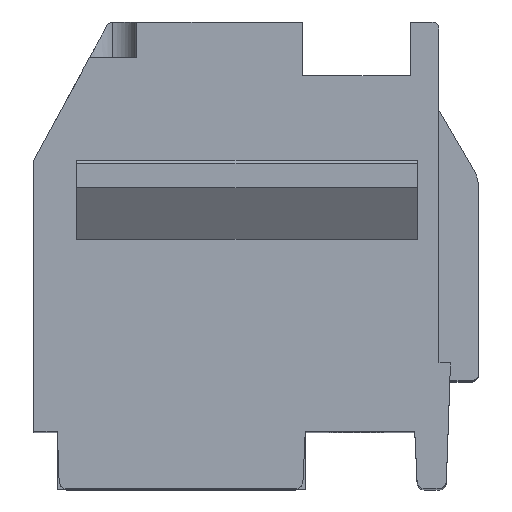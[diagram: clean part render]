
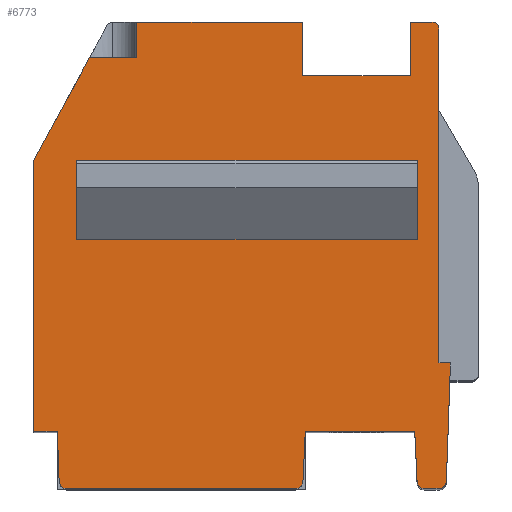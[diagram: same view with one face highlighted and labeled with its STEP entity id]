
A CAD part, top view. The second image highlights one B-rep face of the part: STEP entity #6773.
In plain terms, the highlighted planar face has unit normal (0, 0, 1).
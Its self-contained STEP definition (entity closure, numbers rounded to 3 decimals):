
#34=DIRECTION('',(0.,1.,0.));
#35=VECTOR('',#34,1.55);
#36=CARTESIAN_POINT('',(-5.188,0.15,22.5));
#37=LINE('',#36,#35);
#38=DIRECTION('',(-1.,0.,0.));
#39=VECTOR('',#38,9.5);
#40=CARTESIAN_POINT('',(4.312,0.15,22.5));
#41=LINE('',#40,#39);
#42=DIRECTION('',(0.,1.,0.));
#43=VECTOR('',#42,1.55);
#44=CARTESIAN_POINT('',(4.312,0.15,22.5));
#45=LINE('',#44,#43);
#46=DIRECTION('',(-1.,0.,0.));
#47=VECTOR('',#46,9.5);
#48=CARTESIAN_POINT('',(4.312,1.7,22.5));
#49=LINE('',#48,#47);
#50=DIRECTION('',(0.,-1.,0.));
#51=VECTOR('',#50,7.041);
#52=CARTESIAN_POINT('',(4.912,3.741,22.5));
#53=LINE('',#52,#51);
#54=DIRECTION('',(1.,0.,0.));
#55=VECTOR('',#54,0.32);
#56=CARTESIAN_POINT('',(4.912,-3.3,22.5));
#57=LINE('',#56,#55);
#58=DIRECTION('',(-0.035,-0.999,0.));
#59=VECTOR('',#58,0.502);
#60=CARTESIAN_POINT('',(5.232,-3.3,22.5));
#61=LINE('',#60,#59);
#62=DIRECTION('',(0.035,0.999,0.));
#63=VECTOR('',#62,2.807);
#64=CARTESIAN_POINT('',(5.116,-6.607,22.5));
#65=LINE('',#64,#63);
#66=CARTESIAN_POINT('',(4.916,-6.6,22.5));
#67=DIRECTION('',(0.,0.,-1.));
#68=DIRECTION('',(0.999,-0.035,0.));
#69=AXIS2_PLACEMENT_3D('',#66,#67,#68);
#71=DIRECTION('',(-1.,0.,0.));
#72=VECTOR('',#71,0.416);
#73=CARTESIAN_POINT('',(4.916,-6.8,22.5));
#74=LINE('',#73,#72);
#75=CARTESIAN_POINT('',(4.501,-6.6,22.5));
#76=DIRECTION('',(0.,0.,-1.));
#77=DIRECTION('',(0.,-1.,0.));
#78=AXIS2_PLACEMENT_3D('',#75,#76,#77);
#80=DIRECTION('',(-0.045,0.999,0.));
#81=VECTOR('',#80,1.411);
#82=CARTESIAN_POINT('',(4.301,-6.609,22.5));
#83=LINE('',#82,#81);
#84=DIRECTION('',(-1.,0.,0.));
#85=VECTOR('',#84,3.052);
#86=CARTESIAN_POINT('',(4.237,-5.2,22.5));
#87=LINE('',#86,#85);
#88=DIRECTION('',(0.045,0.999,0.));
#89=VECTOR('',#88,1.411);
#90=CARTESIAN_POINT('',(1.12,-6.609,22.5));
#91=LINE('',#90,#89);
#92=CARTESIAN_POINT('',(0.92,-6.6,22.5));
#93=DIRECTION('',(0.,0.,1.));
#94=DIRECTION('',(0.,-1.,0.));
#95=AXIS2_PLACEMENT_3D('',#92,#93,#94);
#97=DIRECTION('',(1.,0.,0.));
#98=VECTOR('',#97,6.396);
#99=CARTESIAN_POINT('',(-5.475,-6.8,22.5));
#100=LINE('',#99,#98);
#101=CARTESIAN_POINT('',(-5.475,-6.6,22.5));
#102=DIRECTION('',(0.,0.,1.));
#103=DIRECTION('',(-0.999,-0.035,0.));
#104=AXIS2_PLACEMENT_3D('',#101,#102,#103);
#106=DIRECTION('',(0.035,-0.999,0.));
#107=VECTOR('',#106,1.408);
#108=CARTESIAN_POINT('',(-5.724,-5.2,22.5));
#109=LINE('',#108,#107);
#110=DIRECTION('',(0.,1.,0.));
#111=VECTOR('',#110,7.53);
#112=CARTESIAN_POINT('',(-6.388,-5.2,22.5));
#113=LINE('',#112,#111);
#114=DIRECTION('',(-0.477,-0.879,0.));
#115=VECTOR('',#114,3.266);
#116=CARTESIAN_POINT('',(-4.83,5.2,22.5));
#117=LINE('',#116,#115);
#118=DIRECTION('',(1.,0.,0.));
#119=VECTOR('',#118,1.316);
#120=CARTESIAN_POINT('',(-4.83,5.2,22.5));
#121=LINE('',#120,#119);
#122=DIRECTION('',(0.,1.,0.));
#123=VECTOR('',#122,1.);
#124=CARTESIAN_POINT('',(-3.514,5.2,22.5));
#125=LINE('',#124,#123);
#126=DIRECTION('',(-1.,0.,0.));
#127=VECTOR('',#126,4.626);
#128=CARTESIAN_POINT('',(1.112,6.2,22.5));
#129=LINE('',#128,#127);
#130=DIRECTION('',(0.,-1.,0.));
#131=VECTOR('',#130,1.5);
#132=CARTESIAN_POINT('',(1.112,6.2,22.5));
#133=LINE('',#132,#131);
#134=DIRECTION('',(1.,0.,0.));
#135=VECTOR('',#134,3.);
#136=CARTESIAN_POINT('',(1.112,4.7,22.5));
#137=LINE('',#136,#135);
#138=DIRECTION('',(0.,-1.,0.));
#139=VECTOR('',#138,1.5);
#140=CARTESIAN_POINT('',(4.112,6.2,22.5));
#141=LINE('',#140,#139);
#142=DIRECTION('',(-1.,0.,0.));
#143=VECTOR('',#142,0.6);
#144=CARTESIAN_POINT('',(4.712,6.2,22.5));
#145=LINE('',#144,#143);
#146=CARTESIAN_POINT('',(4.712,6.,22.5));
#147=DIRECTION('',(0.,0.,1.));
#148=DIRECTION('',(1.,0.,0.));
#149=AXIS2_PLACEMENT_3D('',#146,#147,#148);
#151=DIRECTION('',(0.,1.,0.));
#152=VECTOR('',#151,2.259);
#153=CARTESIAN_POINT('',(4.912,3.741,22.5));
#154=LINE('',#153,#152);
#2412=DIRECTION('',(1.,0.,0.));
#2413=VECTOR('',#2412,0.664);
#2414=CARTESIAN_POINT('',(-6.388,-5.2,22.5));
#2415=LINE('',#2414,#2413);
#5242=CARTESIAN_POINT('',(4.916,-6.8,22.5));
#5243=CARTESIAN_POINT('',(4.501,-6.8,22.5));
#5244=VERTEX_POINT('',#5242);
#5245=VERTEX_POINT('',#5243);
#5246=CARTESIAN_POINT('',(5.116,-6.607,22.5));
#5247=VERTEX_POINT('',#5246);
#5248=CARTESIAN_POINT('',(-6.388,-5.2,22.5));
#5249=CARTESIAN_POINT('',(-6.388,2.33,22.5));
#5250=VERTEX_POINT('',#5248);
#5251=VERTEX_POINT('',#5249);
#5252=CARTESIAN_POINT('',(4.301,-6.609,22.5));
#5253=CARTESIAN_POINT('',(4.237,-5.2,22.5));
#5254=VERTEX_POINT('',#5252);
#5255=VERTEX_POINT('',#5253);
#5289=CARTESIAN_POINT('',(-4.83,5.2,22.5));
#5290=CARTESIAN_POINT('',(-3.514,5.2,22.5));
#5291=VERTEX_POINT('',#5289);
#5292=VERTEX_POINT('',#5290);
#5293=CARTESIAN_POINT('',(-3.514,6.2,22.5));
#5294=VERTEX_POINT('',#5293);
#5340=CARTESIAN_POINT('',(-5.188,0.15,22.5));
#5341=CARTESIAN_POINT('',(-5.188,1.7,22.5));
#5342=VERTEX_POINT('',#5340);
#5343=VERTEX_POINT('',#5341);
#5344=CARTESIAN_POINT('',(4.312,0.15,22.5));
#5345=CARTESIAN_POINT('',(4.312,1.7,22.5));
#5346=VERTEX_POINT('',#5344);
#5347=VERTEX_POINT('',#5345);
#5400=CARTESIAN_POINT('',(4.912,6.,22.5));
#5401=CARTESIAN_POINT('',(4.712,6.2,22.5));
#5402=VERTEX_POINT('',#5400);
#5403=VERTEX_POINT('',#5401);
#5551=CARTESIAN_POINT('',(4.112,6.2,22.5));
#5552=CARTESIAN_POINT('',(4.112,4.7,22.5));
#5553=VERTEX_POINT('',#5551);
#5554=VERTEX_POINT('',#5552);
#5555=CARTESIAN_POINT('',(1.112,6.2,22.5));
#5556=CARTESIAN_POINT('',(1.112,4.7,22.5));
#5557=VERTEX_POINT('',#5555);
#5558=VERTEX_POINT('',#5556);
#5629=CARTESIAN_POINT('',(-5.675,-6.607,22.5));
#5630=CARTESIAN_POINT('',(-5.475,-6.8,22.5));
#5631=VERTEX_POINT('',#5629);
#5632=VERTEX_POINT('',#5630);
#5633=CARTESIAN_POINT('',(0.92,-6.8,22.5));
#5634=VERTEX_POINT('',#5633);
#5635=CARTESIAN_POINT('',(1.12,-6.609,22.5));
#5636=VERTEX_POINT('',#5635);
#5645=CARTESIAN_POINT('',(1.184,-5.2,22.5));
#5647=VERTEX_POINT('',#5645);
#5651=CARTESIAN_POINT('',(-5.724,-5.2,22.5));
#5652=VERTEX_POINT('',#5651);
#6696=CARTESIAN_POINT('',(4.912,3.741,22.5));
#6697=CARTESIAN_POINT('',(4.912,-3.3,22.5));
#6698=VERTEX_POINT('',#6696);
#6699=VERTEX_POINT('',#6697);
#6700=CARTESIAN_POINT('',(5.232,-3.3,22.5));
#6701=VERTEX_POINT('',#6700);
#6702=CARTESIAN_POINT('',(5.214,-3.802,22.5));
#6703=VERTEX_POINT('',#6702);
#6704=CARTESIAN_POINT('',(0.,0.,22.5));
#6705=DIRECTION('',(0.,0.,1.));
#6706=DIRECTION('',(1.,0.,0.));
#6707=AXIS2_PLACEMENT_3D('',#6704,#6705,#6706);
#6708=PLANE('',#6707);
#6710=ORIENTED_EDGE('',*,*,#6709,.T.);
#6712=ORIENTED_EDGE('',*,*,#6711,.T.);
#6714=ORIENTED_EDGE('',*,*,#6713,.T.);
#6716=ORIENTED_EDGE('',*,*,#6715,.F.);
#6718=ORIENTED_EDGE('',*,*,#6717,.T.);
#6720=ORIENTED_EDGE('',*,*,#6719,.T.);
#6722=ORIENTED_EDGE('',*,*,#6721,.T.);
#6724=ORIENTED_EDGE('',*,*,#6723,.T.);
#6726=ORIENTED_EDGE('',*,*,#6725,.T.);
#6728=ORIENTED_EDGE('',*,*,#6727,.F.);
#6730=ORIENTED_EDGE('',*,*,#6729,.F.);
#6732=ORIENTED_EDGE('',*,*,#6731,.F.);
#6734=ORIENTED_EDGE('',*,*,#6733,.F.);
#6736=ORIENTED_EDGE('',*,*,#6735,.F.);
#6738=ORIENTED_EDGE('',*,*,#6737,.F.);
#6740=ORIENTED_EDGE('',*,*,#6739,.T.);
#6742=ORIENTED_EDGE('',*,*,#6741,.F.);
#6744=ORIENTED_EDGE('',*,*,#6743,.T.);
#6746=ORIENTED_EDGE('',*,*,#6745,.T.);
#6748=ORIENTED_EDGE('',*,*,#6747,.F.);
#6750=ORIENTED_EDGE('',*,*,#6749,.T.);
#6752=ORIENTED_EDGE('',*,*,#6751,.T.);
#6754=ORIENTED_EDGE('',*,*,#6753,.F.);
#6756=ORIENTED_EDGE('',*,*,#6755,.F.);
#6758=ORIENTED_EDGE('',*,*,#6757,.F.);
#6760=ORIENTED_EDGE('',*,*,#6759,.F.);
#6761=EDGE_LOOP('',(#6710,#6712,#6714,#6716,#6718,#6720,#6722,#6724,#6726,#6728,
#6730,#6732,#6734,#6736,#6738,#6740,#6742,#6744,#6746,#6748,#6750,#6752,#6754,
#6756,#6758,#6760));
#6762=FACE_OUTER_BOUND('',#6761,.F.);
#6764=ORIENTED_EDGE('',*,*,#6763,.F.);
#6766=ORIENTED_EDGE('',*,*,#6765,.F.);
#6768=ORIENTED_EDGE('',*,*,#6767,.T.);
#6770=ORIENTED_EDGE('',*,*,#6769,.T.);
#6771=EDGE_LOOP('',(#6764,#6766,#6768,#6770));
#6772=FACE_BOUND('',#6771,.F.);
#70=CIRCLE('',#69,0.2);
#79=CIRCLE('',#78,0.2);
#96=CIRCLE('',#95,0.2);
#105=CIRCLE('',#104,0.2);
#150=CIRCLE('',#149,0.2);
#6709=EDGE_CURVE('',#6698,#6699,#53,.T.);
#6711=EDGE_CURVE('',#6699,#6701,#57,.T.);
#6713=EDGE_CURVE('',#6701,#6703,#61,.T.);
#6715=EDGE_CURVE('',#5247,#6703,#65,.T.);
#6717=EDGE_CURVE('',#5247,#5244,#70,.T.);
#6719=EDGE_CURVE('',#5244,#5245,#74,.T.);
#6721=EDGE_CURVE('',#5245,#5254,#79,.T.);
#6723=EDGE_CURVE('',#5254,#5255,#83,.T.);
#6725=EDGE_CURVE('',#5255,#5647,#87,.T.);
#6727=EDGE_CURVE('',#5636,#5647,#91,.T.);
#6729=EDGE_CURVE('',#5634,#5636,#96,.T.);
#6731=EDGE_CURVE('',#5632,#5634,#100,.T.);
#6733=EDGE_CURVE('',#5631,#5632,#105,.T.);
#6735=EDGE_CURVE('',#5652,#5631,#109,.T.);
#6737=EDGE_CURVE('',#5250,#5652,#2415,.T.);
#6739=EDGE_CURVE('',#5250,#5251,#113,.T.);
#6741=EDGE_CURVE('',#5291,#5251,#117,.T.);
#6743=EDGE_CURVE('',#5291,#5292,#121,.T.);
#6745=EDGE_CURVE('',#5292,#5294,#125,.T.);
#6747=EDGE_CURVE('',#5557,#5294,#129,.T.);
#6749=EDGE_CURVE('',#5557,#5558,#133,.T.);
#6751=EDGE_CURVE('',#5558,#5554,#137,.T.);
#6753=EDGE_CURVE('',#5553,#5554,#141,.T.);
#6755=EDGE_CURVE('',#5403,#5553,#145,.T.);
#6757=EDGE_CURVE('',#5402,#5403,#150,.T.);
#6759=EDGE_CURVE('',#6698,#5402,#154,.T.);
#6763=EDGE_CURVE('',#5342,#5343,#37,.T.);
#6765=EDGE_CURVE('',#5346,#5342,#41,.T.);
#6767=EDGE_CURVE('',#5346,#5347,#45,.T.);
#6769=EDGE_CURVE('',#5347,#5343,#49,.T.);
#6773=ADVANCED_FACE('',(#6762,#6772),#6708,.T.);
